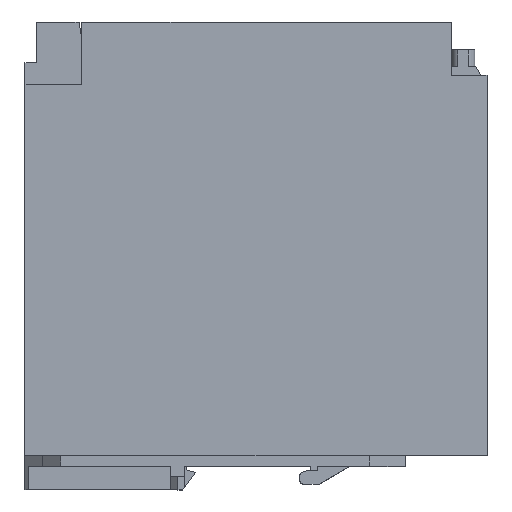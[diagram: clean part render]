
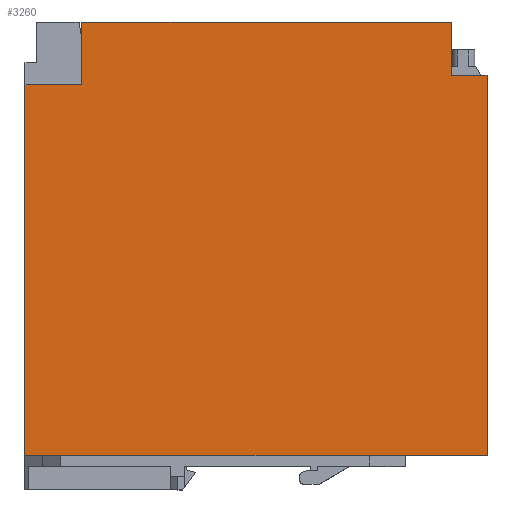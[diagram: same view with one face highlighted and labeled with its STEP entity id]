
A CAD part, top view. The second image highlights one B-rep face of the part: STEP entity #3260.
In plain terms, the highlighted face is planar.
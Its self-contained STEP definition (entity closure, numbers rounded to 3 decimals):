
#1480=CARTESIAN_POINT('',(0.,-32.,-49.));
#1490=VERTEX_POINT('',#1480);
#1520=CARTESIAN_POINT('',(0.,-32.,-49.));
#1530=DIRECTION('',(1.,0.,0.));
#1540=VECTOR('',#1530,1.);
#1550=LINE('',#1520,#1540);
#1560=CARTESIAN_POINT('',(17.7,-32.,-49.));
#1570=VERTEX_POINT('',#1560);
#1580=EDGE_CURVE('',#1490,#1570,#1550,.T.);
#2640=CARTESIAN_POINT('',(0.5,-32.,3.));
#2650=DIRECTION('',(0.,-1.,0.));
#2660=DIRECTION('',(0.,0.,1.));
#2670=AXIS2_PLACEMENT_3D('',#2640,#2650,#2660);
#2680=PLANE('',#2670);
#2690=CARTESIAN_POINT('',(0.,-32.,-65.));
#2700=DIRECTION('',(1.,-0.,-0.));
#2710=VECTOR('',#2700,1.);
#2720=LINE('',#2690,#2710);
#2730=CARTESIAN_POINT('',(17.7,-32.,-65.));
#2740=VERTEX_POINT('',#2730);
#2750=CARTESIAN_POINT('',(122.,-32.,-65.));
#2760=VERTEX_POINT('',#2750);
#2770=EDGE_CURVE('',#2740,#2760,#2720,.T.);
#2780=ORIENTED_EDGE('',*,*,#2770,.T.);
#2790=CARTESIAN_POINT('',(17.7,-32.,0.));
#2800=DIRECTION('',(-0.,0.,-1.));
#2810=VECTOR('',#2800,1.);
#2820=LINE('',#2790,#2810);
#2830=EDGE_CURVE('',#1570,#2740,#2820,.T.);
#2840=ORIENTED_EDGE('',*,*,#2830,.T.);
#2850=ORIENTED_EDGE('',*,*,#1580,.T.);
#2860=CARTESIAN_POINT('',(-0.,-32.,0.));
#2870=DIRECTION('',(-0.,0.,-1.));
#2880=VECTOR('',#2870,1.);
#2890=LINE('',#2860,#2880);
#2900=CARTESIAN_POINT('',(0.,-32.,55.));
#2910=VERTEX_POINT('',#2900);
#2920=EDGE_CURVE('',#2910,#1490,#2890,.T.);
#2930=ORIENTED_EDGE('',*,*,#2920,.T.);
#2940=CARTESIAN_POINT('',(0.,-32.,55.));
#2950=DIRECTION('',(-1.,0.,0.));
#2960=VECTOR('',#2950,1.);
#2970=LINE('',#2940,#2960);
#2980=CARTESIAN_POINT('',(15.,-32.,55.));
#2990=VERTEX_POINT('',#2980);
#3000=EDGE_CURVE('',#2990,#2910,#2970,.T.);
#3010=ORIENTED_EDGE('',*,*,#3000,.T.);
#3020=CARTESIAN_POINT('',(15.,-32.,0.));
#3030=DIRECTION('',(-0.,0.,-1.));
#3040=VECTOR('',#3030,1.);
#3050=LINE('',#3020,#3040);
#3060=CARTESIAN_POINT('',(15.,-32.,65.));
#3070=VERTEX_POINT('',#3060);
#3080=EDGE_CURVE('',#3070,#2990,#3050,.T.);
#3090=ORIENTED_EDGE('',*,*,#3080,.T.);
#3100=CARTESIAN_POINT('',(0.,-32.,65.));
#3110=DIRECTION('',(-1.,-0.,-0.));
#3120=VECTOR('',#3110,1.);
#3130=LINE('',#3100,#3120);
#3140=CARTESIAN_POINT('',(122.,-32.,65.));
#3150=VERTEX_POINT('',#3140);
#3160=EDGE_CURVE('',#3150,#3070,#3130,.T.);
#3170=ORIENTED_EDGE('',*,*,#3160,.T.);
#3180=CARTESIAN_POINT('',(122.,-32.,0.));
#3190=DIRECTION('',(-0.,0.,-1.));
#3200=VECTOR('',#3190,1.);
#3210=LINE('',#3180,#3200);
#3220=EDGE_CURVE('',#3150,#2760,#3210,.T.);
#3230=ORIENTED_EDGE('',*,*,#3220,.F.);
#3240=EDGE_LOOP('',(#3230,#3170,#3090,#3010,#2930,#2850,#2840,#2780));
#3250=FACE_OUTER_BOUND('',#3240,.T.);
#3260=ADVANCED_FACE('',(#3250),#2680,.T.);
